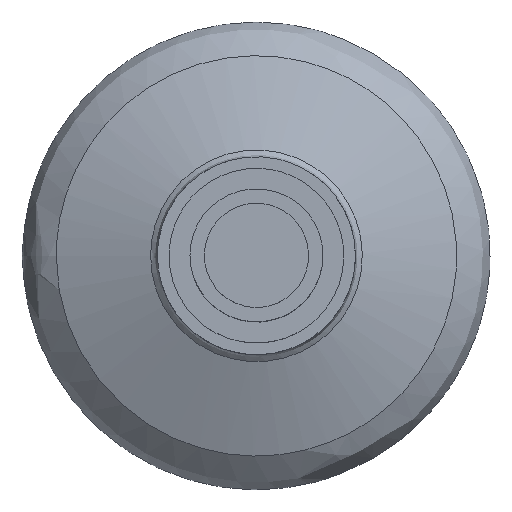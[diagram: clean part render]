
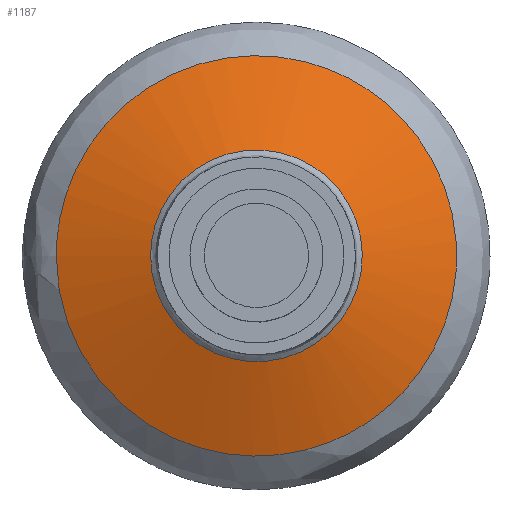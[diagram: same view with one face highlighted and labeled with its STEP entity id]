
A CAD part, top view. The second image highlights one B-rep face of the part: STEP entity #1187.
In plain terms, the highlighted free-form (B-spline) face has degree [2, 1] with [7, 2] control points.
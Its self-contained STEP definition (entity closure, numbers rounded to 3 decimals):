
#1051 = VERTEX_POINT('',#1052);
#1052 = CARTESIAN_POINT('',(-25.521,0.,44.726));
#1060 = EDGE_CURVE('',#1051,#1051,#1061,.T.);
#1061 = ( BOUNDED_CURVE() B_SPLINE_CURVE(2,(#1062,#1063,#1064,#1065,
#1066,#1067,#1068),.UNSPECIFIED.,.T.,.F.) B_SPLINE_CURVE_WITH_KNOTS((1,2
    ,2,2,2,1),(-2.094,0.,2.094,4.189,
6.283,8.378),.UNSPECIFIED.) CURVE() 
GEOMETRIC_REPRESENTATION_ITEM() RATIONAL_B_SPLINE_CURVE((1.,0.5,1.,0.5,
1.,0.5,1.)) REPRESENTATION_ITEM('') );
#1062 = CARTESIAN_POINT('',(-25.521,0.,
    44.726));
#1063 = CARTESIAN_POINT('',(-25.521,-44.204,
    44.726));
#1064 = CARTESIAN_POINT('',(12.76,-22.102,
    44.726));
#1065 = CARTESIAN_POINT('',(51.042,0.,
    44.726));
#1066 = CARTESIAN_POINT('',(12.76,22.102,
    44.726));
#1067 = CARTESIAN_POINT('',(-25.521,44.204,
    44.726));
#1068 = CARTESIAN_POINT('',(-25.521,0.,
    44.726));
#1187 = ADVANCED_FACE('',(#1188),#1217,.T.);
#1188 = FACE_BOUND('',#1189,.T.);
#1189 = EDGE_LOOP('',(#1190,#1191,#1198,#1216));
#1190 = ORIENTED_EDGE('',*,*,#1060,.T.);
#1191 = ORIENTED_EDGE('',*,*,#1192,.F.);
#1192 = EDGE_CURVE('',#1193,#1051,#1195,.T.);
#1193 = VERTEX_POINT('',#1194);
#1194 = CARTESIAN_POINT('',(-13.495,0.,49.103));
#1195 = B_SPLINE_CURVE_WITH_KNOTS('',1,(#1196,#1197),.UNSPECIFIED.,.F.,
  .F.,(2,2),(0.7,10.333),.PIECEWISE_BEZIER_KNOTS.);
#1196 = CARTESIAN_POINT('',(-13.495,0.,
    49.103));
#1197 = CARTESIAN_POINT('',(-25.521,0.,
    44.726));
#1198 = ORIENTED_EDGE('',*,*,#1199,.F.);
#1199 = EDGE_CURVE('',#1193,#1193,#1200,.T.);
#1200 = ( BOUNDED_CURVE() B_SPLINE_CURVE(14,(#1201,#1202,#1203,#1204,
    #1205,#1206,#1207,#1208,#1209,#1210,#1211,#1212,#1213,#1214,#1215),
.UNSPECIFIED.,.T.,.F.) B_SPLINE_CURVE_WITH_KNOTS((1,14,14,1),(
    -59.69,0.,59.69,119.381),
.UNSPECIFIED.) CURVE() GEOMETRIC_REPRESENTATION_ITEM() 
RATIONAL_B_SPLINE_CURVE((1.,1.,1.,1.,
    1.,1.,1.,1.,
    1.,1.,1.,1.,
1.,1.,1.)) REPRESENTATION_ITEM('') );
#1201 = CARTESIAN_POINT('',(-13.495,0.,
    49.103));
#1202 = CARTESIAN_POINT('',(-13.495,-5.969,
    49.103));
#1203 = CARTESIAN_POINT('',(-10.652,-12.065,
    49.103));
#1204 = CARTESIAN_POINT('',(-4.766,-16.699,
    49.103));
#1205 = CARTESIAN_POINT('',(3.261,-18.223,
    49.103));
#1206 = CARTESIAN_POINT('',(11.577,-15.207,
    49.103));
#1207 = CARTESIAN_POINT('',(17.156,-9.236,
    49.103));
#1208 = CARTESIAN_POINT('',(20.685,0.,
    49.103));
#1209 = CARTESIAN_POINT('',(17.156,9.236,
    49.103));
#1210 = CARTESIAN_POINT('',(11.577,15.207,
    49.103));
#1211 = CARTESIAN_POINT('',(3.261,18.223,
    49.103));
#1212 = CARTESIAN_POINT('',(-4.766,16.699,
    49.103));
#1213 = CARTESIAN_POINT('',(-10.652,12.065,
    49.103));
#1214 = CARTESIAN_POINT('',(-13.495,5.969,
    49.103));
#1215 = CARTESIAN_POINT('',(-13.495,0.,
    49.103));
#1216 = ORIENTED_EDGE('',*,*,#1192,.T.);
#1217 = ( BOUNDED_SURFACE() B_SPLINE_SURFACE(2,1,(
    (#1218,#1219)
    ,(#1220,#1221)
    ,(#1222,#1223)
    ,(#1224,#1225)
    ,(#1226,#1227)
    ,(#1228,#1229)
    ,(#1230,#1231
)),.UNSPECIFIED.,.T.,.F.,.F.) B_SPLINE_SURFACE_WITH_KNOTS((1,2,2,2,2,1),
  (2,2),(-2.094,0.,2.094,4.189,6.283,
    8.378),(0.7,10.333),.UNSPECIFIED.) 
GEOMETRIC_REPRESENTATION_ITEM() RATIONAL_B_SPLINE_SURFACE((
    (1.,1.)
    ,(0.5,0.5)
    ,(1.,1.)
    ,(0.5,0.5)
    ,(1.,1.)
    ,(0.5,0.5)
,(1.,1.))) REPRESENTATION_ITEM('') SURFACE() );
#1218 = CARTESIAN_POINT('',(-13.495,0.,
    49.103));
#1219 = CARTESIAN_POINT('',(-25.521,0.,
    44.726));
#1220 = CARTESIAN_POINT('',(-13.495,23.374,
    49.103));
#1221 = CARTESIAN_POINT('',(-25.521,44.204,
    44.726));
#1222 = CARTESIAN_POINT('',(6.748,11.687,
    49.103));
#1223 = CARTESIAN_POINT('',(12.76,22.102,
    44.726));
#1224 = CARTESIAN_POINT('',(26.99,0.,
    49.103));
#1225 = CARTESIAN_POINT('',(51.042,0.,
    44.726));
#1226 = CARTESIAN_POINT('',(6.748,-11.687,
    49.103));
#1227 = CARTESIAN_POINT('',(12.76,-22.102,
    44.726));
#1228 = CARTESIAN_POINT('',(-13.495,-23.374,
    49.103));
#1229 = CARTESIAN_POINT('',(-25.521,-44.204,
    44.726));
#1230 = CARTESIAN_POINT('',(-13.495,0.,
    49.103));
#1231 = CARTESIAN_POINT('',(-25.521,0.,
    44.726));
